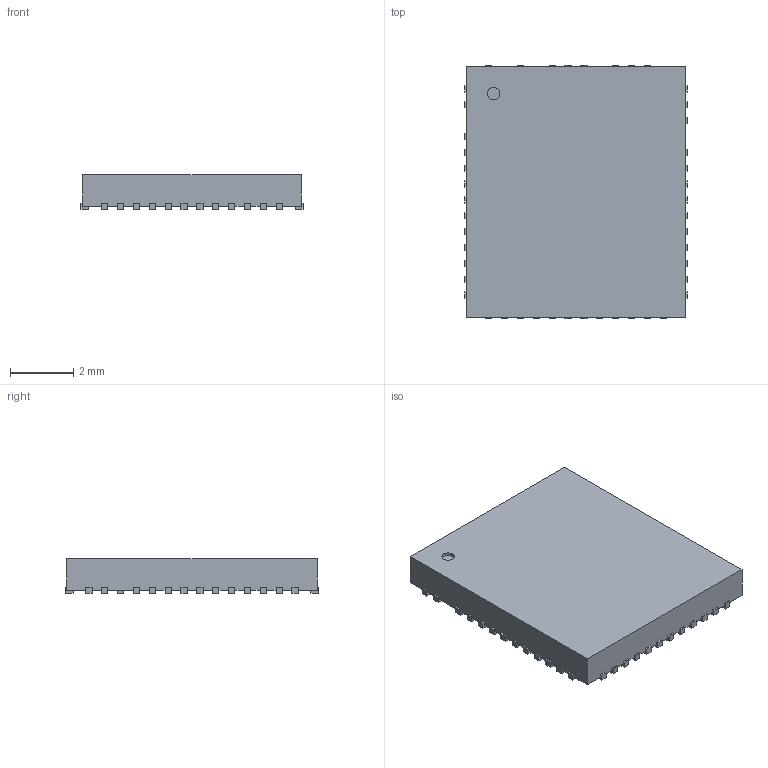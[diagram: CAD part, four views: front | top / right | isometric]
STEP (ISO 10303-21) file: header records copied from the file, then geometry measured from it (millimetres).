
FILE_DESCRIPTION(/* description */ ('model of Linear_UGK52_QFN-46-52'),/* implementation_level */ '2;1');
FILE_NAME(/* name */ 'Linear_UGK52_QFN-46-52.step',/* time_stamp */ '2018-11-02T19:08:27',/* author */ ('kicad StepUp','ksu'),/* organization */ ('FreeCAD'),/* preprocessor_version */ 'OCC',/* originating_system */ 'kicad StepUp',/* authorisation */ '');
FILE_SCHEMA(('AUTOMOTIVE_DESIGN { 1 0 10303 214 1 1 1 1 }'));
Length unit declared in the file: millimetre
Products named in the file (1): Linear_UGK52_QFN_46_52
Bounding box: 7 x 8 x 1.1 mm (x, y, z)
Volume: 54.8 mm3; surface area: 144.3 mm2
Topology: 1 solids, 1 shells, 284 faces, 843 edges, 562 vertices
Faces by surface type: plane 283, cylinder 1
Full cylindrical faces by diameter (mm): 0.4 x1
Entity records: 6396 total; most frequent: ORIENTED_EDGE 1446, CARTESIAN_POINT 958, EDGE_CURVE 843, LINE 795, VERTEX_POINT 562, AXIS2_PLACEMENT_3D 286, FACE_BOUND 285, EDGE_LOOP 285
